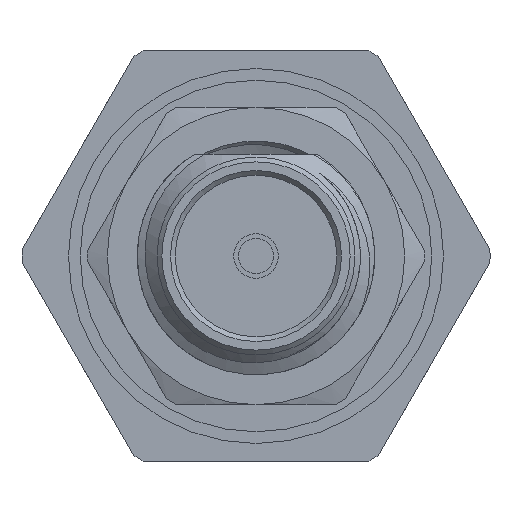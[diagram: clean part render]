
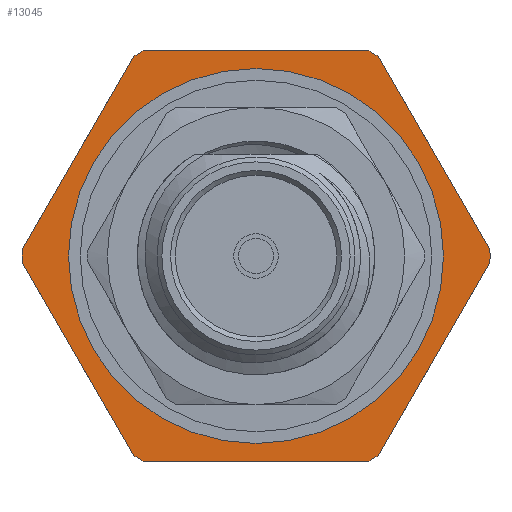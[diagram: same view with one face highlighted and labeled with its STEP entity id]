
A CAD part, left-side view. The second image highlights one B-rep face of the part: STEP entity #13045.
In plain terms, the highlighted planar face has unit normal (-1, 0, 0).
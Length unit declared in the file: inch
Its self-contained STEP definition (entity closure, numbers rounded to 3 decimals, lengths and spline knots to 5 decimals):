
#83 = LINE ( 'NONE', #14205, #18296 ) ;
#568 = VERTEX_POINT ( 'NONE', #9135 ) ;
#780 = VERTEX_POINT ( 'NONE', #14450 ) ;
#1166 = DIRECTION ( 'NONE',  ( 0., 0., -1. ) ) ;
#1262 = EDGE_CURVE ( 'NONE', #19829, #12857, #11261, .T. ) ;
#1375 = EDGE_CURVE ( 'NONE', #12215, #568, #19065, .T. ) ;
#1458 = CARTESIAN_POINT ( 'NONE',  ( 0.41539, 0.125, -0.2165 ) ) ;
#1503 = CARTESIAN_POINT ( 'NONE',  ( 0.41539, -0.125, 0.2165 ) ) ;
#1667 = VECTOR ( 'NONE', #17261, 39.37008 ) ;
#1997 = EDGE_CURVE ( 'NONE', #780, #12857, #15837, .T. ) ;
#2122 = CARTESIAN_POINT ( 'NONE',  ( 0.41539, 0., 0. ) ) ;
#2363 = AXIS2_PLACEMENT_3D ( 'NONE', #2122, #6239, #4804 ) ;
#2918 = CARTESIAN_POINT ( 'NONE',  ( 0.41539, 0.24624, 0.00649 ) ) ;
#3515 = CARTESIAN_POINT ( 'NONE',  ( 0.41539, 0.19735, 0. ) ) ;
#3586 = CARTESIAN_POINT ( 'NONE',  ( 0.41539, -0.125, -0.2165 ) ) ;
#3611 = PLANE ( 'NONE',  #13328 ) ;
#3755 = DIRECTION ( 'NONE',  ( 0., 0., -1. ) ) ;
#3830 = ORIENTED_EDGE ( 'NONE', *, *, #14312, .T. ) ;
#3919 = CARTESIAN_POINT ( 'NONE',  ( 0.41539, -0.1175, -0.2165 ) ) ;
#4113 = LINE ( 'NONE', #1458, #7541 ) ;
#4441 = ORIENTED_EDGE ( 'NONE', *, *, #1262, .T. ) ;
#4654 = CARTESIAN_POINT ( 'NONE',  ( 0.41539, -0.24624, 0.00649 ) ) ;
#4804 = DIRECTION ( 'NONE',  ( 0., 0., -1. ) ) ;
#4858 = EDGE_CURVE ( 'NONE', #780, #568, #17556, .T. ) ;
#4921 = CIRCLE ( 'NONE', #16348, 0.19735 ) ;
#5006 = VERTEX_POINT ( 'NONE', #15647 ) ;
#5040 = VECTOR ( 'NONE', #15930, 39.37008 ) ;
#5105 = VERTEX_POINT ( 'NONE', #17857 ) ;
#5337 = CARTESIAN_POINT ( 'NONE',  ( 0.41539, 0., 0. ) ) ;
#5603 = CARTESIAN_POINT ( 'NONE',  ( 0.41539, 0.1175, -0.2165 ) ) ;
#5628 = ORIENTED_EDGE ( 'NONE', *, *, #14556, .F. ) ;
#5857 = EDGE_CURVE ( 'NONE', #11027, #5105, #19844, .T. ) ;
#6063 = CARTESIAN_POINT ( 'NONE',  ( 0.41539, 0.12874, 0.21001 ) ) ;
#6239 = DIRECTION ( 'NONE',  ( 1., 0., 0. ) ) ;
#6285 = CIRCLE ( 'NONE', #2363, 0.24633 ) ;
#6310 = CARTESIAN_POINT ( 'NONE',  ( 0.41539, 0., 0. ) ) ;
#6348 = AXIS2_PLACEMENT_3D ( 'NONE', #7602, #18222, #1166 ) ;
#6502 = CARTESIAN_POINT ( 'NONE',  ( 0.41539, 0., -0.19735 ) ) ;
#6850 = CARTESIAN_POINT ( 'NONE',  ( 0.41539, 0., 0. ) ) ;
#6879 = CIRCLE ( 'NONE', #11816, 0.24633 ) ;
#6999 = DIRECTION ( 'NONE',  ( 0., 0., -1. ) ) ;
#7012 = AXIS2_PLACEMENT_3D ( 'NONE', #6310, #16012, #15722 ) ;
#7095 = DIRECTION ( 'NONE',  ( -1., 0., 0. ) ) ;
#7538 = CARTESIAN_POINT ( 'NONE',  ( 0.41539, -0.1175, 0.2165 ) ) ;
#7541 = VECTOR ( 'NONE', #12340, 39.37008 ) ;
#7602 = CARTESIAN_POINT ( 'NONE',  ( 0.41539, 0., 0. ) ) ;
#7983 = CARTESIAN_POINT ( 'NONE',  ( 0.41539, -0.12874, -0.21001 ) ) ;
#8054 = DIRECTION ( 'NONE',  ( 0., 0.5, 0.866 ) ) ;
#8263 = CARTESIAN_POINT ( 'NONE',  ( 0.41539, 0.125, 0.2165 ) ) ;
#8357 = ORIENTED_EDGE ( 'NONE', *, *, #14913, .T. ) ;
#8493 = EDGE_CURVE ( 'NONE', #9985, #11257, #10633, .T. ) ;
#8594 = DIRECTION ( 'NONE',  ( 1., 0., 0. ) ) ;
#8730 = CARTESIAN_POINT ( 'NONE',  ( 0.41539, 0., 0. ) ) ;
#9135 = CARTESIAN_POINT ( 'NONE',  ( 0.41539, 0.12874, -0.21001 ) ) ;
#9277 = DIRECTION ( 'NONE',  ( 0., 0., -1. ) ) ;
#9571 = EDGE_LOOP ( 'NONE', ( #17457 ) ) ;
#9749 = VECTOR ( 'NONE', #14552, 39.37008 ) ;
#9769 = DIRECTION ( 'NONE',  ( 0., 0., 1. ) ) ;
#9971 = DIRECTION ( 'NONE',  ( 1., 0., 0. ) ) ;
#9985 = VERTEX_POINT ( 'NONE', #7538 ) ;
#10004 = CIRCLE ( 'NONE', #18946, 0.24633 ) ;
#10241 = EDGE_CURVE ( 'NONE', #10743, #5105, #17794, .T. ) ;
#10633 = LINE ( 'NONE', #1503, #17879 ) ;
#10646 = EDGE_CURVE ( 'NONE', #19829, #11257, #6285, .T. ) ;
#10743 = VERTEX_POINT ( 'NONE', #7983 ) ;
#11027 = VERTEX_POINT ( 'NONE', #4654 ) ;
#11257 = VERTEX_POINT ( 'NONE', #18452 ) ;
#11261 = LINE ( 'NONE', #8263, #5040 ) ;
#11816 = AXIS2_PLACEMENT_3D ( 'NONE', #8730, #9971, #6999 ) ;
#12215 = VERTEX_POINT ( 'NONE', #5603 ) ;
#12288 = ORIENTED_EDGE ( 'NONE', *, *, #1997, .F. ) ;
#12340 = DIRECTION ( 'NONE',  ( 0., -1., 0. ) ) ;
#12652 = ORIENTED_EDGE ( 'NONE', *, *, #8493, .T. ) ;
#12857 = VERTEX_POINT ( 'NONE', #2918 ) ;
#12894 = EDGE_LOOP ( 'NONE', ( #13629, #4441, #12288, #17935, #13212, #8357, #14607, #17103, #15651, #3830, #5628, #12652 ) ) ;
#13045 = ADVANCED_FACE ( 'NONE', ( #17417, #15903 ), #3611, .T. ) ;
#13067 = VERTEX_POINT ( 'NONE', #6502 ) ;
#13212 = ORIENTED_EDGE ( 'NONE', *, *, #1375, .F. ) ;
#13328 = AXIS2_PLACEMENT_3D ( 'NONE', #3515, #7095, #9769 ) ;
#13629 = ORIENTED_EDGE ( 'NONE', *, *, #10646, .F. ) ;
#13753 = EDGE_CURVE ( 'NONE', #10743, #14732, #10004, .T. ) ;
#14205 = CARTESIAN_POINT ( 'NONE',  ( 0.41539, -0.24999, 0. ) ) ;
#14312 = EDGE_CURVE ( 'NONE', #11027, #5006, #83, .T. ) ;
#14450 = CARTESIAN_POINT ( 'NONE',  ( 0.41539, 0.24624, -0.00649 ) ) ;
#14552 = DIRECTION ( 'NONE',  ( 0., -0.5, 0.866 ) ) ;
#14556 = EDGE_CURVE ( 'NONE', #9985, #5006, #6879, .T. ) ;
#14607 = ORIENTED_EDGE ( 'NONE', *, *, #13753, .F. ) ;
#14660 = DIRECTION ( 'NONE',  ( 0., 0., -1. ) ) ;
#14732 = VERTEX_POINT ( 'NONE', #3919 ) ;
#14913 = EDGE_CURVE ( 'NONE', #12215, #14732, #4113, .T. ) ;
#15291 = AXIS2_PLACEMENT_3D ( 'NONE', #6850, #8594, #9277 ) ;
#15498 = EDGE_CURVE ( 'NONE', #13067, #13067, #4921, .T. ) ;
#15647 = CARTESIAN_POINT ( 'NONE',  ( 0.41539, -0.12874, 0.21001 ) ) ;
#15651 = ORIENTED_EDGE ( 'NONE', *, *, #5857, .F. ) ;
#15722 = DIRECTION ( 'NONE',  ( 0., 0., -1. ) ) ;
#15837 = CIRCLE ( 'NONE', #7012, 0.24633 ) ;
#15903 = FACE_OUTER_BOUND ( 'NONE', #12894, .T. ) ;
#15930 = DIRECTION ( 'NONE',  ( 0., 0.5, -0.866 ) ) ;
#16012 = DIRECTION ( 'NONE',  ( 1., 0., 0. ) ) ;
#16348 = AXIS2_PLACEMENT_3D ( 'NONE', #5337, #19225, #14660 ) ;
#16427 = DIRECTION ( 'NONE',  ( 1., 0., 0. ) ) ;
#17103 = ORIENTED_EDGE ( 'NONE', *, *, #10241, .T. ) ;
#17261 = DIRECTION ( 'NONE',  ( 0., -0.5, -0.866 ) ) ;
#17417 = FACE_BOUND ( 'NONE', #9571, .T. ) ;
#17457 = ORIENTED_EDGE ( 'NONE', *, *, #15498, .T. ) ;
#17556 = LINE ( 'NONE', #18795, #1667 ) ;
#17752 = CARTESIAN_POINT ( 'NONE',  ( 0.41539, 0., 0. ) ) ;
#17794 = LINE ( 'NONE', #3586, #9749 ) ;
#17857 = CARTESIAN_POINT ( 'NONE',  ( 0.41539, -0.24624, -0.00649 ) ) ;
#17879 = VECTOR ( 'NONE', #18563, 39.37008 ) ;
#17935 = ORIENTED_EDGE ( 'NONE', *, *, #4858, .T. ) ;
#18222 = DIRECTION ( 'NONE',  ( 1., 0., 0. ) ) ;
#18296 = VECTOR ( 'NONE', #8054, 39.37008 ) ;
#18452 = CARTESIAN_POINT ( 'NONE',  ( 0.41539, 0.1175, 0.2165 ) ) ;
#18563 = DIRECTION ( 'NONE',  ( 0., 1., 0. ) ) ;
#18795 = CARTESIAN_POINT ( 'NONE',  ( 0.41539, 0.24999, 0. ) ) ;
#18946 = AXIS2_PLACEMENT_3D ( 'NONE', #17752, #16427, #3755 ) ;
#19065 = CIRCLE ( 'NONE', #6348, 0.24633 ) ;
#19225 = DIRECTION ( 'NONE',  ( 1., 0., 0. ) ) ;
#19829 = VERTEX_POINT ( 'NONE', #6063 ) ;
#19844 = CIRCLE ( 'NONE', #15291, 0.24633 ) ;
